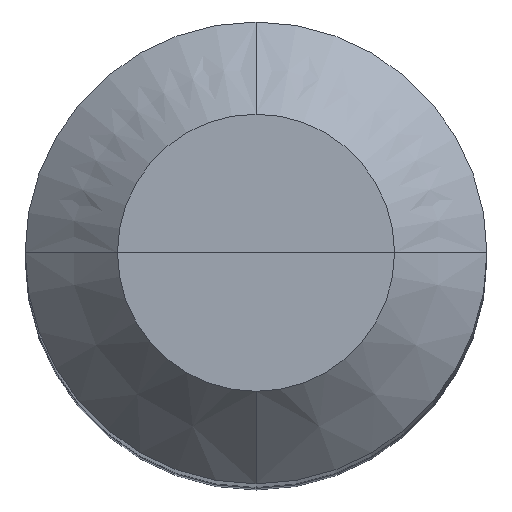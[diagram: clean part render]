
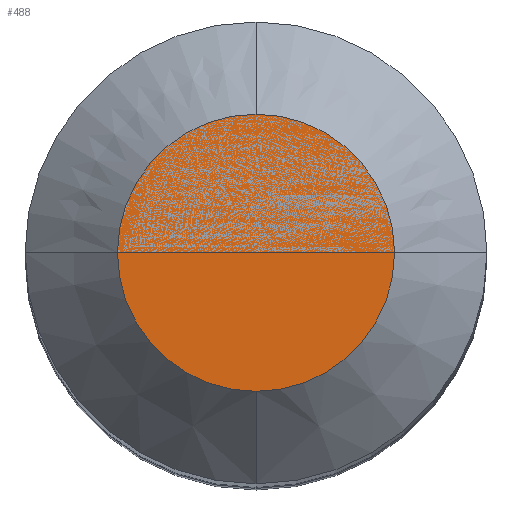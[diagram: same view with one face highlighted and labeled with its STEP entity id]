
A CAD part, top view. The second image highlights one B-rep face of the part: STEP entity #488.
In plain terms, the highlighted face is planar.
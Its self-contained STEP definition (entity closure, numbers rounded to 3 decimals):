
#287=CARTESIAN_POINT('',(0.,0.,0.));
#288=DIRECTION('',(0.,0.,-1.));
#289=DIRECTION('',(0.,1.,0.));
#290=AXIS2_PLACEMENT_3D('',#287,#288,#289);
#295=CARTESIAN_POINT('',(0.,0.,0.));
#296=DIRECTION('',(0.,0.,1.));
#297=DIRECTION('',(0.,1.,0.));
#298=AXIS2_PLACEMENT_3D('',#295,#296,#297);
#304=CARTESIAN_POINT('',(0.,3.,0.));
#306=VERTEX_POINT('',#304);
#308=CARTESIAN_POINT('',(0.,-3.,0.));
#310=VERTEX_POINT('',#308);
#479=CARTESIAN_POINT('',(0.,0.,0.));
#480=DIRECTION('',(0.,0.,1.));
#481=DIRECTION('',(0.,-1.,0.));
#482=AXIS2_PLACEMENT_3D('',#479,#480,#481);
#483=PLANE('',#482);
#484=ORIENTED_EDGE('',*,*,#458,.F.);
#485=ORIENTED_EDGE('',*,*,#474,.T.);
#486=EDGE_LOOP('',(#484,#485));
#487=FACE_OUTER_BOUND('',#486,.F.);
#291=CIRCLE('',#290,3.);
#299=CIRCLE('',#298,3.);
#458=EDGE_CURVE('',#306,#310,#291,.T.);
#474=EDGE_CURVE('',#306,#310,#299,.T.);
#488=ADVANCED_FACE('',(#487),#483,.F.);
